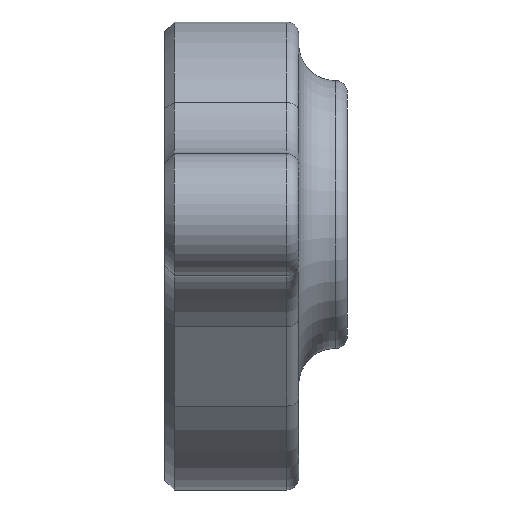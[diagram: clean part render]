
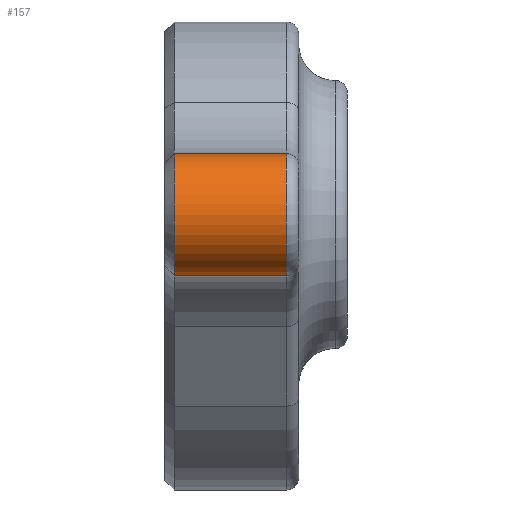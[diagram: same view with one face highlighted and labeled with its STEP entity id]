
A CAD part, left-side view. The second image highlights one B-rep face of the part: STEP entity #157.
In plain terms, the highlighted cylindrical face has radius 2.5 mm (diameter 5 mm), a partial arc.
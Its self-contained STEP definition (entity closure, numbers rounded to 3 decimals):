
#130 = DIRECTION ( 'NONE',  ( 0., 0., 1. ) ) ;
#157 = ADVANCED_FACE ( 'NONE', ( #1228 ), #698, .T. ) ;
#210 = EDGE_LOOP ( 'NONE', ( #1440, #1360, #1827, #1206 ) ) ;
#247 = CARTESIAN_POINT ( 'NONE',  ( -35.4, 6.106, 5. ) ) ;
#270 = VECTOR ( 'NONE', #593, 1000. ) ;
#510 = CARTESIAN_POINT ( 'NONE',  ( -35.4, 3.606, 5. ) ) ;
#525 = EDGE_CURVE ( 'NONE', #1569, #1234, #1366, .T. ) ;
#593 = DIRECTION ( 'NONE',  ( 0., 0., 1. ) ) ;
#644 = DIRECTION ( 'NONE',  ( 0., 0., 1. ) ) ;
#672 = CARTESIAN_POINT ( 'NONE',  ( -35.4, 6.106, 0.4 ) ) ;
#698 = CYLINDRICAL_SURFACE ( 'NONE', #870, 2.5 ) ;
#784 = LINE ( 'NONE', #1071, #270 ) ;
#805 = EDGE_CURVE ( 'NONE', #1843, #1341, #1771, .T. ) ;
#815 = AXIS2_PLACEMENT_3D ( 'NONE', #672, #644, #1232 ) ;
#870 = AXIS2_PLACEMENT_3D ( 'NONE', #1709, #130, #1659 ) ;
#887 = DIRECTION ( 'NONE',  ( 0., -1., 0. ) ) ;
#907 = VECTOR ( 'NONE', #1627, 1000. ) ;
#1017 = LINE ( 'NONE', #1465, #907 ) ;
#1071 = CARTESIAN_POINT ( 'NONE',  ( -35.4, 3.606, 0. ) ) ;
#1161 = DIRECTION ( 'NONE',  ( 0., 0., -1. ) ) ;
#1206 = ORIENTED_EDGE ( 'NONE', *, *, #525, .T. ) ;
#1228 = FACE_OUTER_BOUND ( 'NONE', #210, .T. ) ;
#1232 = DIRECTION ( 'NONE',  ( 0., -1., 0. ) ) ;
#1234 = VERTEX_POINT ( 'NONE', #1817 ) ;
#1341 = VERTEX_POINT ( 'NONE', #1436 ) ;
#1360 = ORIENTED_EDGE ( 'NONE', *, *, #805, .T. ) ;
#1366 = CIRCLE ( 'NONE', #1648, 2.5 ) ;
#1436 = CARTESIAN_POINT ( 'NONE',  ( -35.4, 3.606, 0.4 ) ) ;
#1440 = ORIENTED_EDGE ( 'NONE', *, *, #1688, .F. ) ;
#1465 = CARTESIAN_POINT ( 'NONE',  ( -35.4, 8.606, 0. ) ) ;
#1473 = CARTESIAN_POINT ( 'NONE',  ( -35.4, 8.606, 0.4 ) ) ;
#1569 = VERTEX_POINT ( 'NONE', #510 ) ;
#1627 = DIRECTION ( 'NONE',  ( 0., 0., 1. ) ) ;
#1648 = AXIS2_PLACEMENT_3D ( 'NONE', #247, #1161, #887 ) ;
#1659 = DIRECTION ( 'NONE',  ( 0., -1., 0. ) ) ;
#1688 = EDGE_CURVE ( 'NONE', #1843, #1234, #1017, .T. ) ;
#1709 = CARTESIAN_POINT ( 'NONE',  ( -35.4, 6.106, 0. ) ) ;
#1771 = CIRCLE ( 'NONE', #815, 2.5 ) ;
#1783 = EDGE_CURVE ( 'NONE', #1341, #1569, #784, .T. ) ;
#1817 = CARTESIAN_POINT ( 'NONE',  ( -35.4, 8.606, 5. ) ) ;
#1827 = ORIENTED_EDGE ( 'NONE', *, *, #1783, .T. ) ;
#1843 = VERTEX_POINT ( 'NONE', #1473 ) ;
